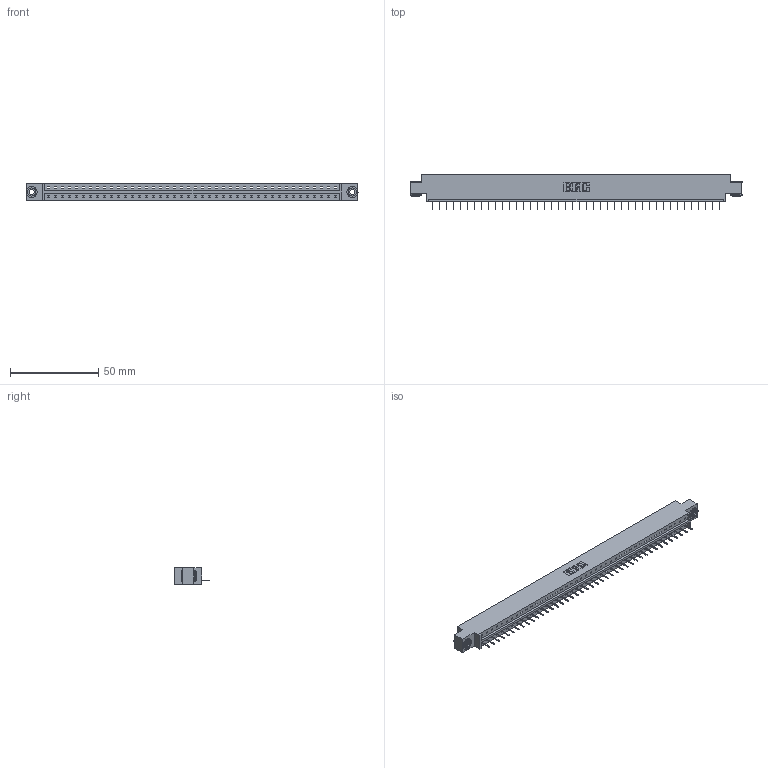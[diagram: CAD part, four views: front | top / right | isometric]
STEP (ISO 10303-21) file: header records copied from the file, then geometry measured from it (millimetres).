
FILE_DESCRIPTION (( 'STEP AP203' ), '1' );
FILE_NAME ('333-042-524-603.STEP', '2018-08-03T18:44:32', ( '' ), ( '' ), 'SwSTEP 2.0', 'SolidWorks 2016', '' );
FILE_SCHEMA (( 'CONFIG_CONTROL_DESIGN' ));
Length unit declared in the file: inch
Products named in the file (4): 333 Part_Offset - .156 Dia - TH; 345-292-001_345-293-124; 345-250-002_345-250-002-102; 333-042-524-603
Assembly tree (45 placements, depth 2):
  333-042-524-603
    333 Part_Offset - .156 Dia - TH
    345-292-001_345-293-124  x42
    345-250-002_345-250-002-102  x2
Bounding box: 187.96 x 19.69 x 9.4 mm (x, y, z)
Volume: 18539.8 mm3; surface area: 19915.1 mm2
Topology: 45 solids, 45 shells, 2760 faces, 7959 edges, 5134 vertices
Faces by surface type: plane 2100, cylinder 652, cone 8
Entity records: 26532 total; most frequent: CARTESIAN_POINT 4555, ORIENTED_EDGE 4526, DIRECTION 3877, EDGE_CURVE 2263, VECTOR 2115, LINE 2115, VERTEX_POINT 1502, AXIS2_PLACEMENT_3D 881
